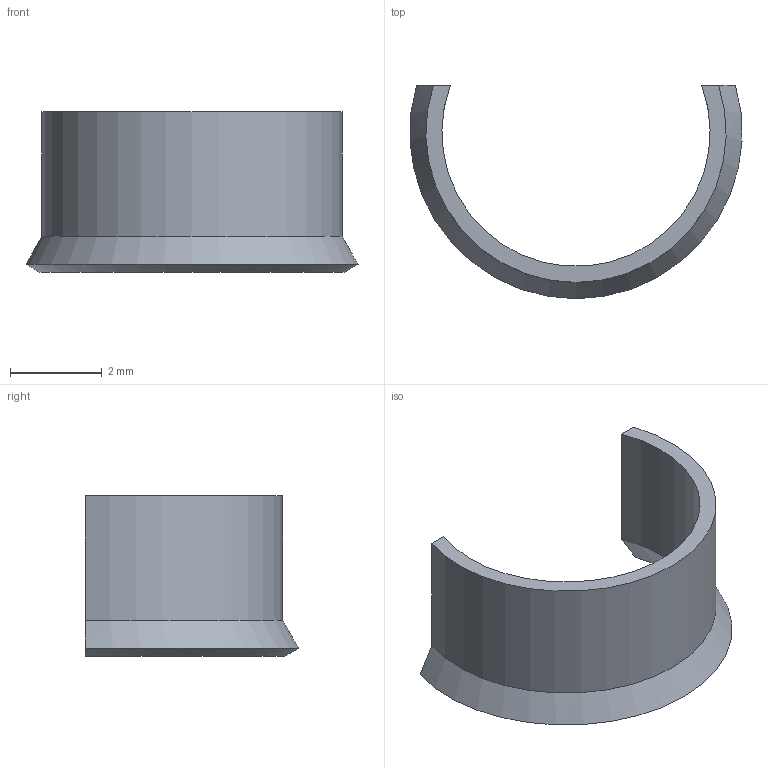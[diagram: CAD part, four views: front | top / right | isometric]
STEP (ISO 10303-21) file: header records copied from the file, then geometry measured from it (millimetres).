
FILE_DESCRIPTION(/* description */ (''),/* implementation_level */ '2;1');
FILE_NAME(/* name */ 'HLS3.stp',/* time_stamp */ '2022-02-03T10:37:18+09:00',/* author */ (''),/* organization */ (''),/* preprocessor_version */ 'ST-DEVELOPER v16',/* originating_system */ 'SIEMENS PLM Software NX 10.0',/* authorisation */ '');
FILE_SCHEMA (('AUTOMOTIVE_DESIGN { 1 0 10303 214 3 1 1 1 }'));
Length unit declared in the file: millimetre
Products named in the file (1): HLS3
Bounding box: 7.24 x 4.65 x 3.5 mm (x, y, z)
Volume: 14.7 mm3; surface area: 95.2 mm2
Topology: 1 solids, 1 shells, 8 faces, 18 edges, 13 vertices
Faces by surface type: cone 3, plane 3, cylinder 2
Entity records: 298 total; most frequent: CARTESIAN_POINT 72, DIRECTION 40, ORIENTED_EDGE 36, EDGE_CURVE 18, AXIS2_PLACEMENT_3D 17, VERTEX_POINT 12, ADVANCED_FACE 8, FACE_OUTER_BOUND 8
